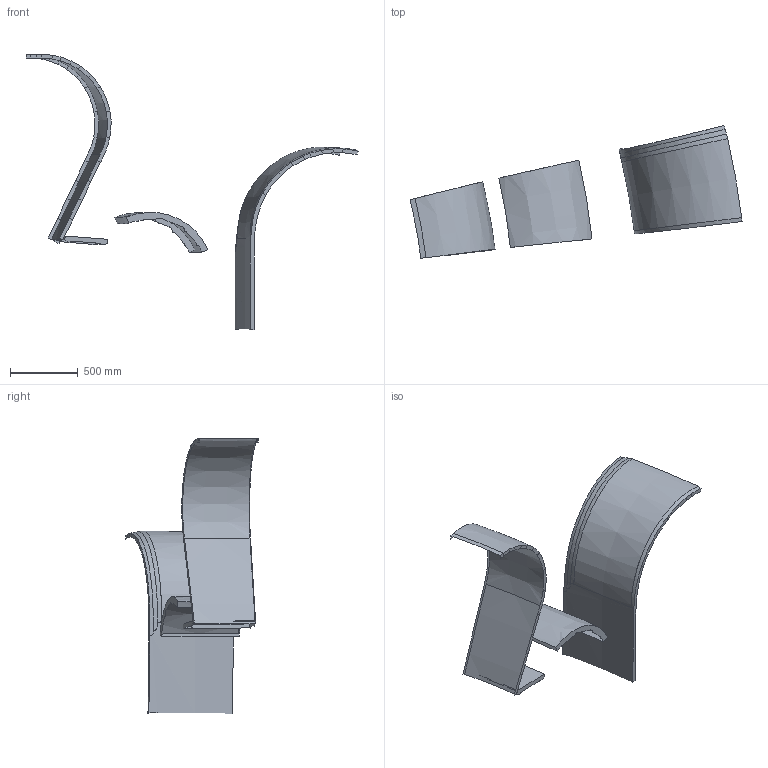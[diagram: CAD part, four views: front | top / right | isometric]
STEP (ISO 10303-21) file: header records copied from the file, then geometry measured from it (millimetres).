
FILE_DESCRIPTION(/* description */ (''),/* implementation_level */ '2;1');
FILE_NAME(/* name */ 'divertor_surfaces.stp',/* time_stamp */ '2017-11-21T09:22:12+01:00',/* author */ (''),/* organization */ (''),/* preprocessor_version */ 'ST-DEVELOPER v16',/* originating_system */ 'SIEMENS PLM Software NX 11.0',/* authorisation */ '');
FILE_SCHEMA (('AUTOMOTIVE_DESIGN { 1 0 10303 214 3 1 1 1 }'));
Length unit declared in the file: millimetre
Products named in the file (1): tele26700BCArdb4
Bounding box: 2454.57 x 982.69 x 2034.67 mm (x, y, z)
Surface area: 3009191.3 mm2 (no closed solid volume)
Topology: 0 solids, 4 shells, 66 faces, 431 edges, 366 vertices
Faces by surface type: plane 51, cone 7, bspline 6, revolution 2
Entity records: 11411 total; most frequent: CARTESIAN_POINT 8429, ORIENTED_EDGE 535, EDGE_CURVE 431, VERTEX_POINT 366, B_SPLINE_CURVE_WITH_KNOTS 311, DIRECTION 254, LINE 100, VECTOR 100
